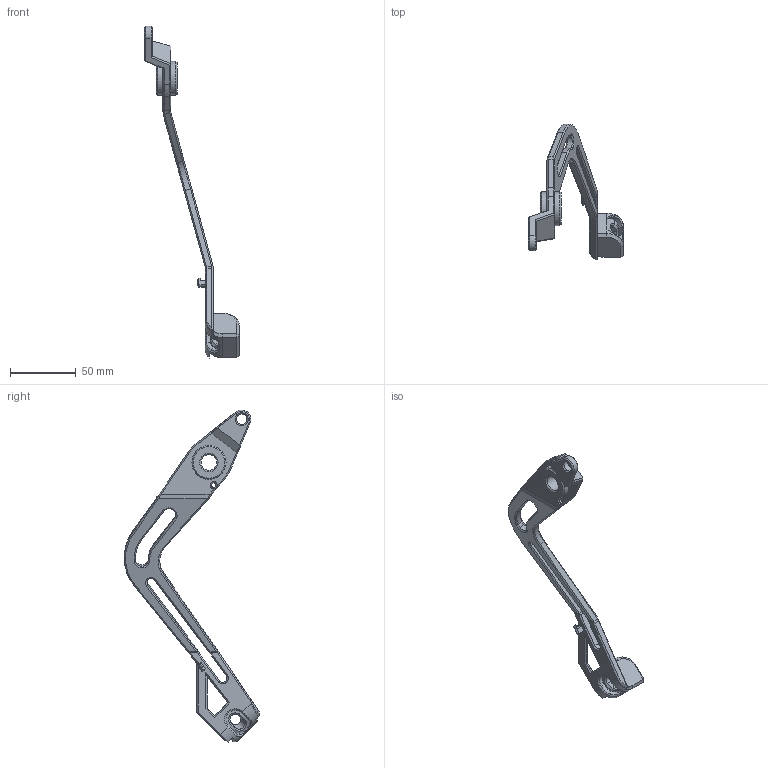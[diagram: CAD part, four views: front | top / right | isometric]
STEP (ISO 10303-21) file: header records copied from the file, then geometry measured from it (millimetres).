
FILE_DESCRIPTION(/* description */ (''),/* implementation_level */ '2;1');
FILE_NAME(/* name */ 'brake-main.stp',/* time_stamp */ '2023-09-10T23:26:19+08:00',/* author */ ('nicx5'),/* organization */ (''),/* preprocessor_version */ 'ST-DEVELOPER v19.2',/* originating_system */ 'Autodesk Inventor 2024',/* authorisation */ '');
FILE_SCHEMA (('AUTOMOTIVE_DESIGN { 1 0 10303 214 3 1 1 }'));
Length unit declared in the file: millimetre
Products named in the file (1): brake-main
Bounding box: 72.5 x 103.32 x 253.19 mm (x, y, z)
Volume: 49055.9 mm3; surface area: 21877 mm2
Topology: 1 solids, 1 shells, 247 faces, 592 edges, 344 vertices
Faces by surface type: plane 128, cone 53, cylinder 38, bspline 28
Full cylindrical faces by diameter (mm): 3.5 x1, 8 x1, 12 x1, 26 x2
Entity records: 7587 total; most frequent: CARTESIAN_POINT 1930, ORIENTED_EDGE 1184, DIRECTION 1121, EDGE_CURVE 592, LINE 423, VECTOR 423, AXIS2_PLACEMENT_3D 349, VERTEX_POINT 344
